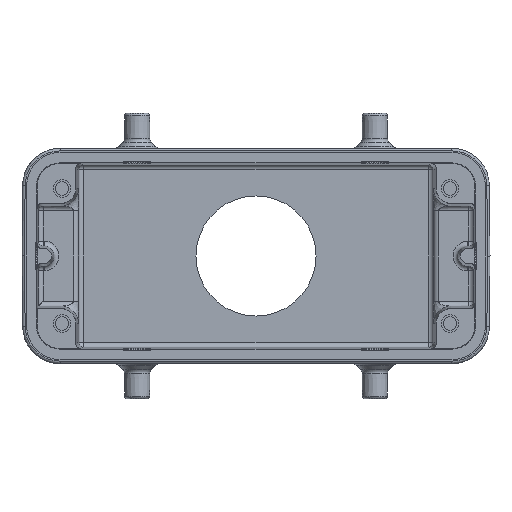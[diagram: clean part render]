
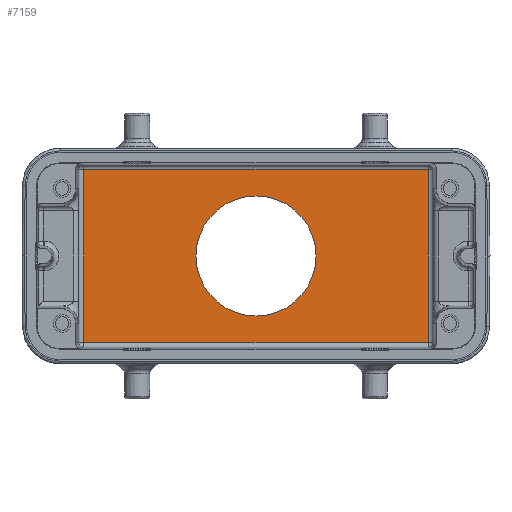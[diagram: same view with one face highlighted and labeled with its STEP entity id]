
A CAD part, front view. The second image highlights one B-rep face of the part: STEP entity #7159.
In plain terms, the highlighted planar face has unit normal (0, -1, 0).
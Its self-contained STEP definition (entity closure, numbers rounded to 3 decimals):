
#1=CARTESIAN_POINT('',(0.,43.,0.));
#2=DIRECTION('',(0.,-1.,0.));
#3=DIRECTION('',(-1.,0.,0.));
#4=AXIS2_PLACEMENT_3D('',#1,#2,#3);
#6=CARTESIAN_POINT('',(0.,43.,0.));
#7=DIRECTION('',(0.,-1.,0.));
#8=DIRECTION('',(1.,0.,0.));
#9=AXIS2_PLACEMENT_3D('',#6,#7,#8);
#15=DIRECTION('',(-1.,0.,0.));
#16=VECTOR('',#15,68.89);
#17=CARTESIAN_POINT('',(34.445,43.,17.222));
#18=LINE('',#17,#16);
#50=DIRECTION('',(0.,0.,-1.));
#51=VECTOR('',#50,34.445);
#52=CARTESIAN_POINT('',(-34.445,43.,17.222));
#53=LINE('',#52,#51);
#73=DIRECTION('',(1.,0.,0.));
#74=VECTOR('',#73,68.89);
#75=CARTESIAN_POINT('',(-34.445,43.,-17.222));
#76=LINE('',#75,#74);
#100=DIRECTION('',(0.,0.,1.));
#101=VECTOR('',#100,34.445);
#102=CARTESIAN_POINT('',(34.445,43.,-17.222));
#103=LINE('',#102,#101);
#5722=CARTESIAN_POINT('',(34.445,43.,17.222));
#5723=CARTESIAN_POINT('',(-34.445,43.,17.222));
#5724=VERTEX_POINT('',#5722);
#5725=VERTEX_POINT('',#5723);
#5726=CARTESIAN_POINT('',(34.445,43.,-17.222));
#5727=VERTEX_POINT('',#5726);
#5728=CARTESIAN_POINT('',(-34.445,43.,-17.222));
#5729=VERTEX_POINT('',#5728);
#5730=CARTESIAN_POINT('',(-12.,43.,0.));
#5731=CARTESIAN_POINT('',(12.,43.,0.));
#5732=VERTEX_POINT('',#5730);
#5733=VERTEX_POINT('',#5731);
#7138=CARTESIAN_POINT('',(45.5,43.,-21.5));
#7139=DIRECTION('',(0.,1.,0.));
#7140=DIRECTION('',(1.,0.,0.));
#7141=AXIS2_PLACEMENT_3D('',#7138,#7139,#7140);
#7142=PLANE('',#7141);
#7144=ORIENTED_EDGE('',*,*,#7143,.F.);
#7146=ORIENTED_EDGE('',*,*,#7145,.F.);
#7148=ORIENTED_EDGE('',*,*,#7147,.F.);
#7150=ORIENTED_EDGE('',*,*,#7149,.F.);
#7151=EDGE_LOOP('',(#7144,#7146,#7148,#7150));
#7152=FACE_OUTER_BOUND('',#7151,.F.);
#7154=ORIENTED_EDGE('',*,*,#7153,.T.);
#7156=ORIENTED_EDGE('',*,*,#7155,.T.);
#7157=EDGE_LOOP('',(#7154,#7156));
#7158=FACE_BOUND('',#7157,.F.);
#7159=ADVANCED_FACE('',(#7152,#7158),#7142,.F.);
#5=CIRCLE('',#4,12.);
#10=CIRCLE('',#9,12.);
#7143=EDGE_CURVE('',#5724,#5725,#18,.T.);
#7145=EDGE_CURVE('',#5727,#5724,#103,.T.);
#7147=EDGE_CURVE('',#5729,#5727,#76,.T.);
#7149=EDGE_CURVE('',#5725,#5729,#53,.T.);
#7153=EDGE_CURVE('',#5732,#5733,#5,.T.);
#7155=EDGE_CURVE('',#5733,#5732,#10,.T.);
